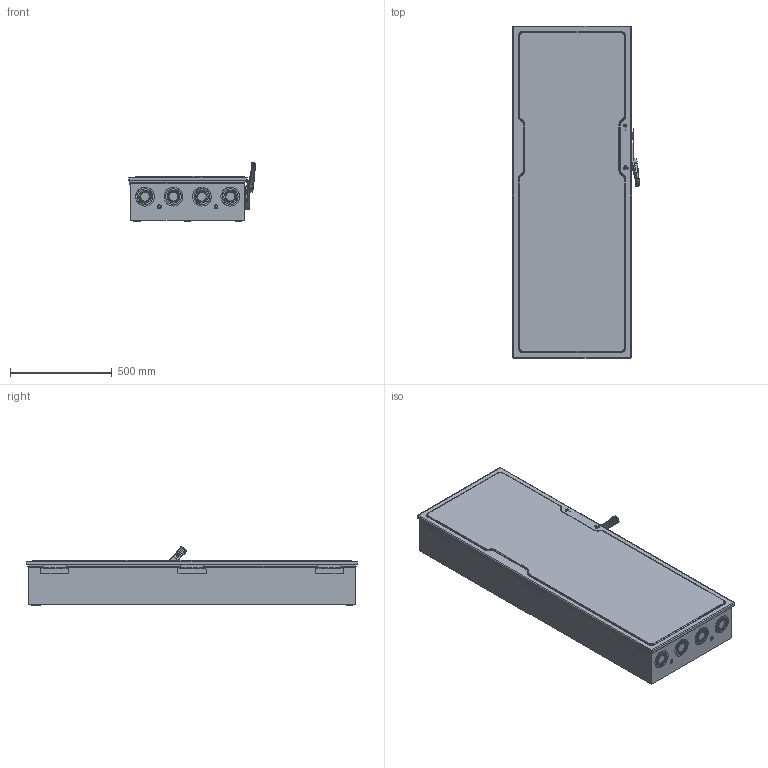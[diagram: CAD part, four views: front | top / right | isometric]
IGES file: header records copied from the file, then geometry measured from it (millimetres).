
Global section: file name: EOH366K.igs; preprocessor: I-DEAS 3D IGES Translator 15; date: 20140203.153225; units: millimetre
Bounding box: 620.52 x 1631.89 x 286.72 mm (x, y, z)
Volume: 31240.8 mm3; surface area: 3042083.2 mm2
Topology: 20 solids, 20 shells, 1712 faces, 9576 edges, 9248 vertices
Faces by surface type: bspline 1712
